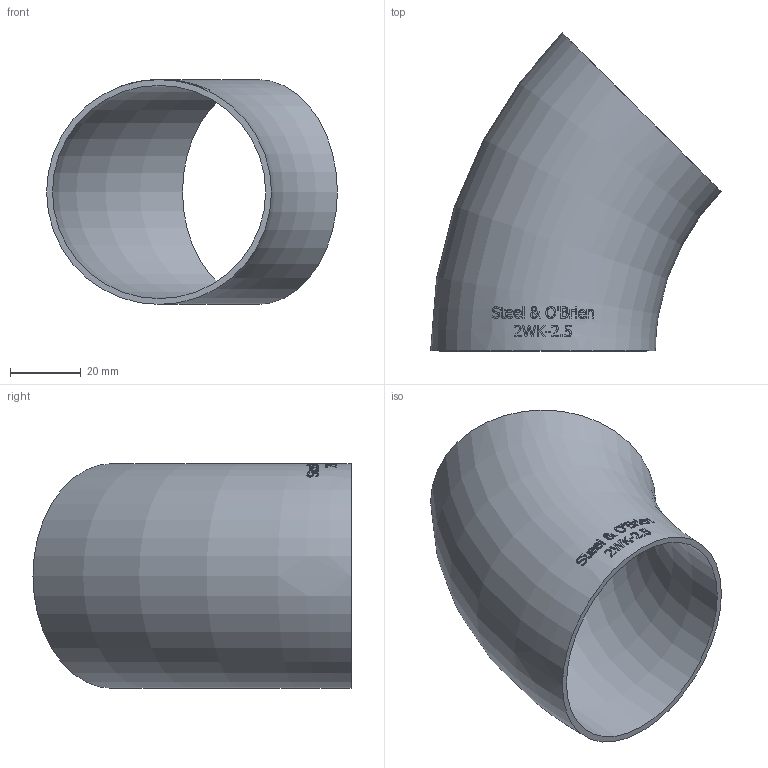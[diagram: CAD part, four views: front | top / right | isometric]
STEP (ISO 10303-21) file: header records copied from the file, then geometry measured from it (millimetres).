
FILE_DESCRIPTION(/* description */ (''),/* implementation_level */ '2;1');
FILE_NAME(/* name */ '2WK-2.5.stp',/* time_stamp */ '2019-07-26T14:48:05-04:00',/* author */ ('rick'),/* organization */ (''),/* preprocessor_version */ 'ST-DEVELOPER v15.2',/* originating_system */ 'Autodesk Inventor 2014',/* authorisation */ '');
FILE_SCHEMA (('AUTOMOTIVE_DESIGN { 1 0 10303 214 3 1 1 }'));
Length unit declared in the file: inch
Products named in the file (1): 2WK-2.5
Bounding box: 82.1 x 89.8 x 63.5 mm (x, y, z)
Volume: 23992.6 mm3; surface area: 29746 mm2
Topology: 1 solids, 1 shells, 319 faces, 864 edges, 576 vertices
Faces by surface type: bspline 154, plane 134, torus 31
Entity records: 13000 total; most frequent: CARTESIAN_POINT 6494, ORIENTED_EDGE 1724, EDGE_CURVE 862, DIRECTION 626, VERTEX_POINT 576, B_SPLINE_CURVE_WITH_KNOTS 572, EDGE_LOOP 352, ADVANCED_FACE 319
